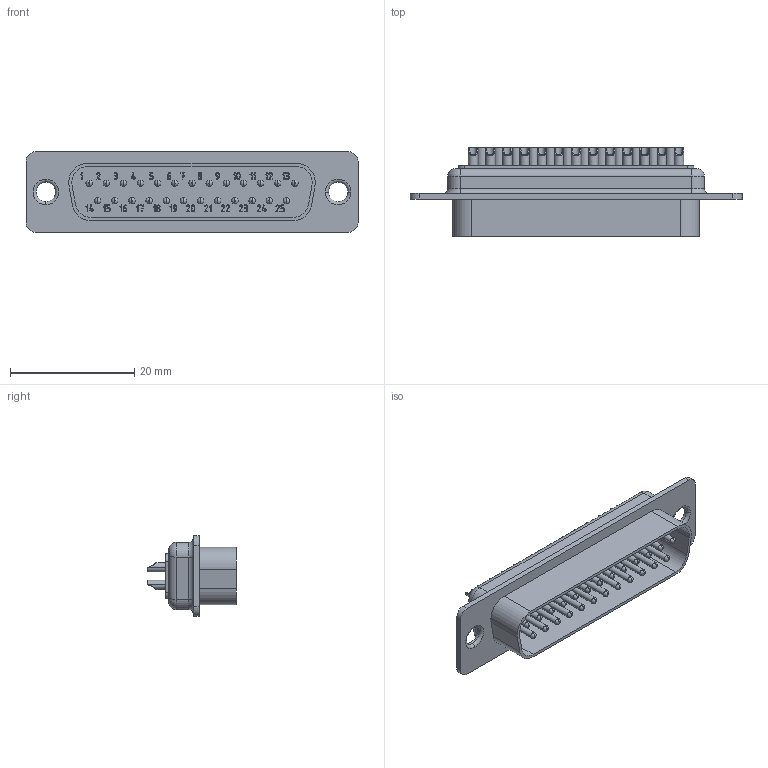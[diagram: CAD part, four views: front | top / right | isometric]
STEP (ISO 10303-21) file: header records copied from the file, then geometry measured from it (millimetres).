
FILE_DESCRIPTION(('Creo Elements/Direct Modeling STEP Export'),'2;1');
FILE_NAME('model.stp','2019-07-25T14:07:41',(''),(''),'Creo Elements/Direct Modeling STEP processor for AP214 (Solid Model)','Creo Elements/Direct Modeling 20.1A 29-Sep-2018 (C) Parametric Technology GmbH','');
FILE_SCHEMA(('AUTOMOTIVE_DESIGN { 1 0 10303 214 1 1 1 1 }'));
Products named in the file (2): VS-25-ST-DSUB-EG
Assembly tree (1 placements, depth 2):
  VS-25-ST-DSUB-EG
    VS-25-ST-DSUB-EG
Bounding box: 53.42 x 14.29 x 12.93 mm (x, y, z)
Volume: 2703.2 mm3; surface area: 4013.2 mm2
Topology: 1 solids, 1 shells, 2085 faces, 5685 edges, 3760 vertices
Faces by surface type: plane 1189, cylinder 607, extrusion 227, torus 62
Entity records: 92925 total; most frequent: CARTESIAN_POINT 23659, ORIENTED_EDGE 11370, DIRECTION 10136, EDGE_CURVE 5685, VECTOR 4188, LINE 3961, VERTEX_POINT 3760, AXIS2_PLACEMENT_3D 2974
